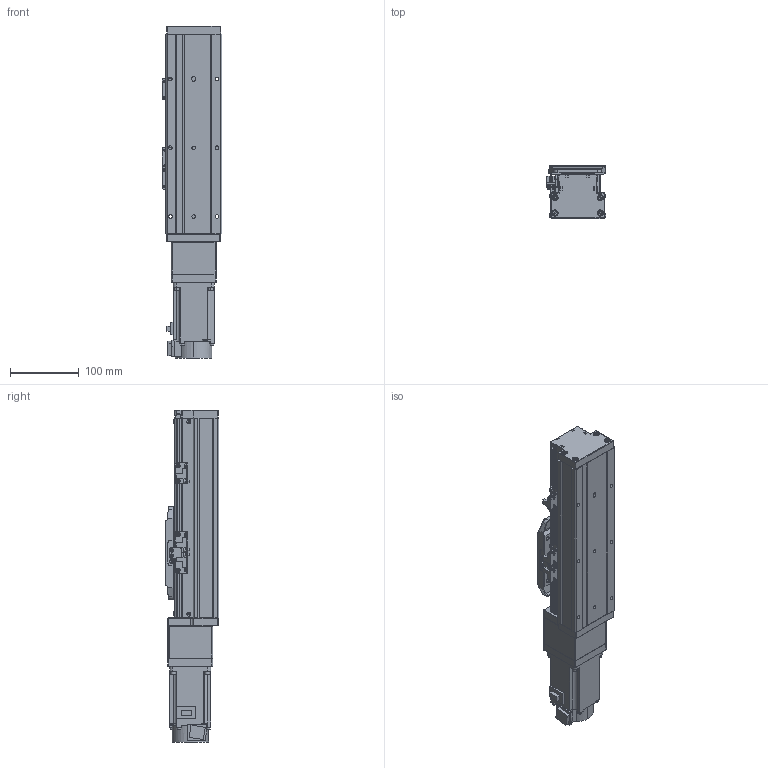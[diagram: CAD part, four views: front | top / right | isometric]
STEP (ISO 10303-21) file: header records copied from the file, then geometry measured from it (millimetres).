
FILE_DESCRIPTION (( 'STEP AP203' ), '1' );
FILE_NAME ('GTH8-100-BC-M20-C4.step', '2022-09-23T00:53:19', ( '微软用户' ), ( '微软中国' ), 'SwSTEP 2.0', 'SolidWorks 2020', '' );
FILE_SCHEMA (( 'CONFIG_CONTROL_DESIGN' ));
Length unit declared in the file: millimetre
Products named in the file (19): hg-kn43j_-s100_; GTH80-001_100; GTH50-023; GTH8-100-BC-M20-C4; GTH80-003; GBT96.1-2002 3×0.8; GTH80-004; BTH-M3X5X6; GTH80-006; GBT 70.1-M3℅6; CTHA86-006-1_CTHA86-006-2; GTH80-013; GBT 70.1-M4×16; CTHA86-013; GBT 70.3-M3℅6; GTH80-028; CTHA86-027; GTH80-022; GTH50-024
Assembly tree (60 placements, depth 2):
  GTH8-100-BC-M20-C4
    GTH80-001_100
    GTH80-003
    GTH80-004
    GTH80-006
    GTH80-013
    GBT 70.3-M3℅6  x6
    GTH80-022
    GBT 70.1-M3℅6  x14
    GBT 70.1-M4×16  x8
    GTH80-028  x2
    GTH50-024  x3
    GTH50-023  x3
    GBT96.1-2002 3×0.8  x6
    BTH-M3X5X6  x8
    CTHA86-006-1_CTHA86-006-2
    CTHA86-013
    CTHA86-027
    hg-kn43j_-s100_
Bounding box: 86.9 x 78 x 482.7 mm (x, y, z)
Volume: 2068051.1 mm3; surface area: 280137.6 mm2
Topology: 62 solids, 62 shells, 2211 faces, 5068 edges, 3083 vertices
Faces by surface type: plane 1173, cylinder 581, cone 285, torus 162, sphere 8, bspline 2
Entity records: 38076 total; most frequent: CARTESIAN_POINT 6287, DIRECTION 6226, ORIENTED_EDGE 5726, EDGE_CURVE 2863, AXIS2_PLACEMENT_3D 2164, LINE 1898, VECTOR 1898, VERTEX_POINT 1796
